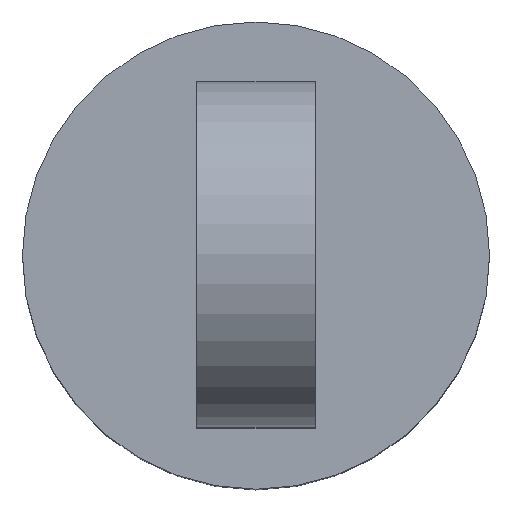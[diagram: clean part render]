
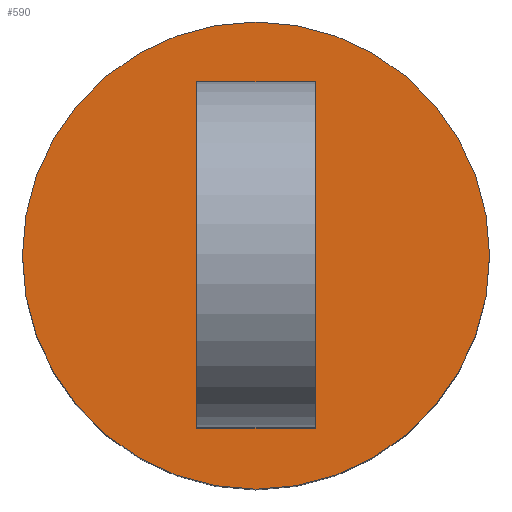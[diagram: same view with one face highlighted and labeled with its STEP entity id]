
A CAD part, top view. The second image highlights one B-rep face of the part: STEP entity #590.
In plain terms, the highlighted planar face has unit normal (0, 0, 1).
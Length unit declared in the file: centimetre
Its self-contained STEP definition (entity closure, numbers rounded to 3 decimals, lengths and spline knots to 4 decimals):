
#99=PLANE('',#641);
#141=VECTOR('',#760,1.);
#145=VECTOR('',#765,1.);
#148=VECTOR('',#769,1.);
#151=VECTOR('',#773,1.);
#193=LINE('',#914,#141);
#197=LINE('',#923,#145);
#200=LINE('',#929,#148);
#203=LINE('',#935,#151);
#245=VERTEX_POINT('',#915);
#246=VERTEX_POINT('',#916);
#249=VERTEX_POINT('',#924);
#251=VERTEX_POINT('',#930);
#253=VERTEX_POINT('',#939);
#275=CIRCLE('',#639,0.16);
#337=EDGE_CURVE('',#245,#246,#193,.T.);
#341=EDGE_CURVE('',#246,#249,#197,.T.);
#344=EDGE_CURVE('',#249,#251,#200,.T.);
#347=EDGE_CURVE('',#251,#245,#203,.T.);
#349=EDGE_CURVE('',#253,#253,#275,.T.);
#489=ORIENTED_EDGE('',*,*,#344,.T.);
#490=ORIENTED_EDGE('',*,*,#347,.T.);
#491=ORIENTED_EDGE('',*,*,#337,.T.);
#492=ORIENTED_EDGE('',*,*,#341,.T.);
#493=ORIENTED_EDGE('',*,*,#349,.F.);
#527=EDGE_LOOP('',(#489,#490,#491,#492));
#528=EDGE_LOOP('',(#493));
#559=FACE_BOUND('',#527,.T.);
#560=FACE_BOUND('',#528,.T.);
#590=ADVANCED_FACE('',(#559,#560),#99,.T.);
#639=AXIS2_PLACEMENT_3D('',#938,#777,#778);
#641=AXIS2_PLACEMENT_3D('',#942,#781,$);
#760=DIRECTION('',(-1.,0.,0.));
#765=DIRECTION('',(0.,1.,0.));
#769=DIRECTION('',(1.,0.,0.));
#773=DIRECTION('',(0.,-1.,0.));
#777=DIRECTION('',(0.,0.,-1.));
#778=DIRECTION('',(0.16,0.,0.));
#781=DIRECTION('',(0.,0.,1.));
#914=CARTESIAN_POINT('',(0.,-0.0405,0.3));
#915=CARTESIAN_POINT('',(0.0585,-0.0405,0.3));
#916=CARTESIAN_POINT('',(-0.0585,-0.0405,0.3));
#923=CARTESIAN_POINT('',(-0.0585,0.,0.3));
#924=CARTESIAN_POINT('',(-0.0585,0.0405,0.3));
#929=CARTESIAN_POINT('',(0.,0.0405,0.3));
#930=CARTESIAN_POINT('',(0.0585,0.0405,0.3));
#935=CARTESIAN_POINT('',(0.0585,0.,0.3));
#938=CARTESIAN_POINT('',(0.,0.,0.3));
#939=CARTESIAN_POINT('',(0.16,0.,0.3));
#942=CARTESIAN_POINT('',(0.,0.,0.3));
